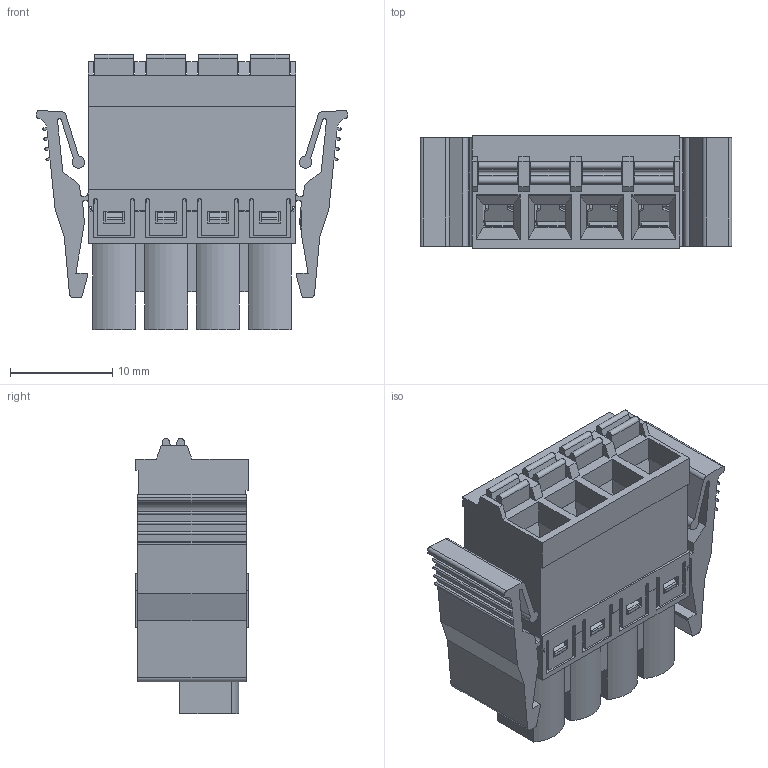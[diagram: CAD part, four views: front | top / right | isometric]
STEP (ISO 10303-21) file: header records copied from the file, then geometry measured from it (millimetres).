
FILE_DESCRIPTION(/* description */ ('Unknown'),/* implementation_level */ '2;1');
FILE_NAME(/* name */ '691304530004',/* time_stamp */ '2021-06-02T17:34:29+02:00',/* author */ ('Unknown'),/* organization */ ('Unknown'),/* preprocessor_version */ 'ST-DEVELOPER v16.7',/* originating_system */ 'Solid Edge',/* authorisation */ 'Unknown');
FILE_SCHEMA (('AUTOMOTIVE_DESIGN {1 0 10303 214 3 1 1}'));
Length unit declared in the file: millimetre
Products named in the file (6): 6913045300xx; 691304530004; 691304530004_Bas; 6913045300xx_Levier; 6913045300xx_Lamelle; 6913045300xx_Pin
Assembly tree (14 placements, depth 2):
  6913045300xx
    691304530004
    691304530004_Bas
    6913045300xx_Levier  x4
    6913045300xx_Lamelle  x4
    6913045300xx_Pin  x4
Bounding box: 30.48 x 11 x 26.91 mm (x, y, z)
Volume: 3234.7 mm3; surface area: 9460.2 mm2
Topology: 14 solids, 14 shells, 1656 faces, 4621 edges, 3008 vertices
Faces by surface type: plane 1240, cylinder 400, bspline 12, cone 4
Full cylindrical faces by diameter (mm): 1.5 x4, 3 x4
Entity records: 32771 total; most frequent: CARTESIAN_POINT 5908, ORIENTED_EDGE 5716, DIRECTION 5251, EDGE_CURVE 2858, LINE 2513, VECTOR 2513, VERTEX_POINT 1869, AXIS2_PLACEMENT_3D 1369
